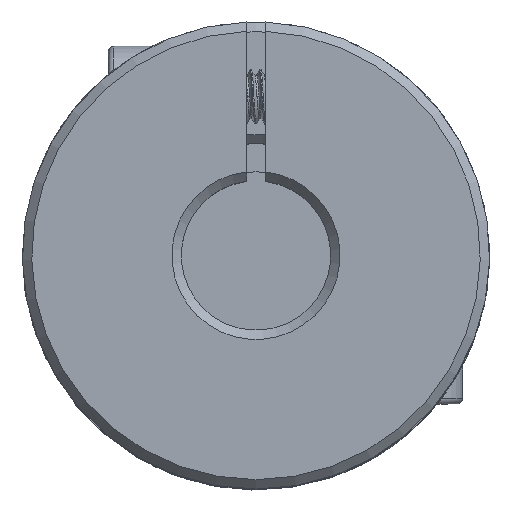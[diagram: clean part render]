
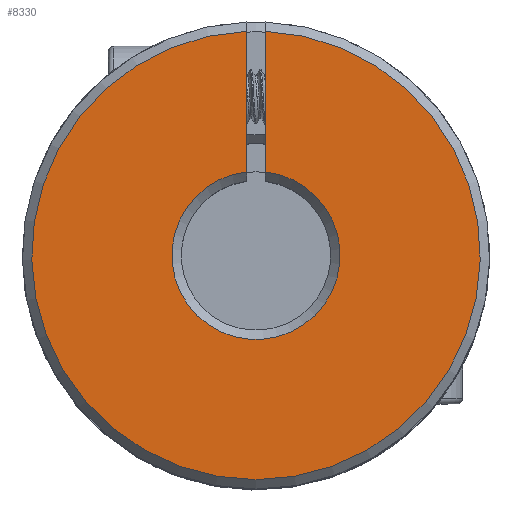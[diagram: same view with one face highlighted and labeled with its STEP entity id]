
A CAD part, top view. The second image highlights one B-rep face of the part: STEP entity #8330.
In plain terms, the highlighted planar face has unit normal (0, 0, 1).
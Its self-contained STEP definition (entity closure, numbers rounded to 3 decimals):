
#286=PLANE('',#9200);
#621=CIRCLE('',#9117,12.);
#666=CIRCLE('',#9201,4.5);
#1104=FACE_OUTER_BOUND('',#1619,.T.);
#1619=EDGE_LOOP('',(#7163,#7164,#7165,#7166));
#2516=LINE('',#24581,#2854);
#2517=LINE('',#24582,#2855);
#2854=VECTOR('',#11010,10.);
#2855=VECTOR('',#11011,10.);
#3576=VERTEX_POINT('',#23704);
#3577=VERTEX_POINT('',#23708);
#3626=VERTEX_POINT('',#24578);
#3627=VERTEX_POINT('',#24579);
#4739=EDGE_CURVE('',#3576,#3577,#621,.T.);
#4831=EDGE_CURVE('',#3626,#3627,#666,.T.);
#4832=EDGE_CURVE('',#3577,#3626,#2516,.T.);
#4833=EDGE_CURVE('',#3627,#3576,#2517,.T.);
#7163=ORIENTED_EDGE('',*,*,#4831,.F.);
#7164=ORIENTED_EDGE('',*,*,#4832,.F.);
#7165=ORIENTED_EDGE('',*,*,#4739,.F.);
#7166=ORIENTED_EDGE('',*,*,#4833,.F.);
#8330=ADVANCED_FACE('',(#1104),#286,.T.);
#9117=AXIS2_PLACEMENT_3D('',#23709,#10824,#10825);
#9200=AXIS2_PLACEMENT_3D('',#24577,#11006,#11007);
#9201=AXIS2_PLACEMENT_3D('',#24580,#11008,#11009);
#10824=DIRECTION('center_axis',(0.,0.,
-1.));
#10825=DIRECTION('ref_axis',(0.042,0.999,0.));
#11006=DIRECTION('center_axis',(0.,0.,1.));
#11007=DIRECTION('ref_axis',(1.,0.,0.));
#11008=DIRECTION('center_axis',(0.,0.,
1.));
#11009=DIRECTION('ref_axis',(-0.111,0.994,0.));
#11010=DIRECTION('',(0.,-1.,0.));
#11011=DIRECTION('',(0.,1.,0.));
#23704=CARTESIAN_POINT('',(20.5,11.99,15.317));
#23708=CARTESIAN_POINT('',(19.5,11.99,15.317));
#23709=CARTESIAN_POINT('Origin',(20.,0.,15.317));
#24577=CARTESIAN_POINT('Origin',(20.,0.,15.317));
#24578=CARTESIAN_POINT('',(19.5,4.472,15.317));
#24579=CARTESIAN_POINT('',(20.5,4.472,15.317));
#24580=CARTESIAN_POINT('Origin',(20.,0.,15.317));
#24581=CARTESIAN_POINT('',(19.5,11.99,15.317));
#24582=CARTESIAN_POINT('',(20.5,4.472,15.317));
